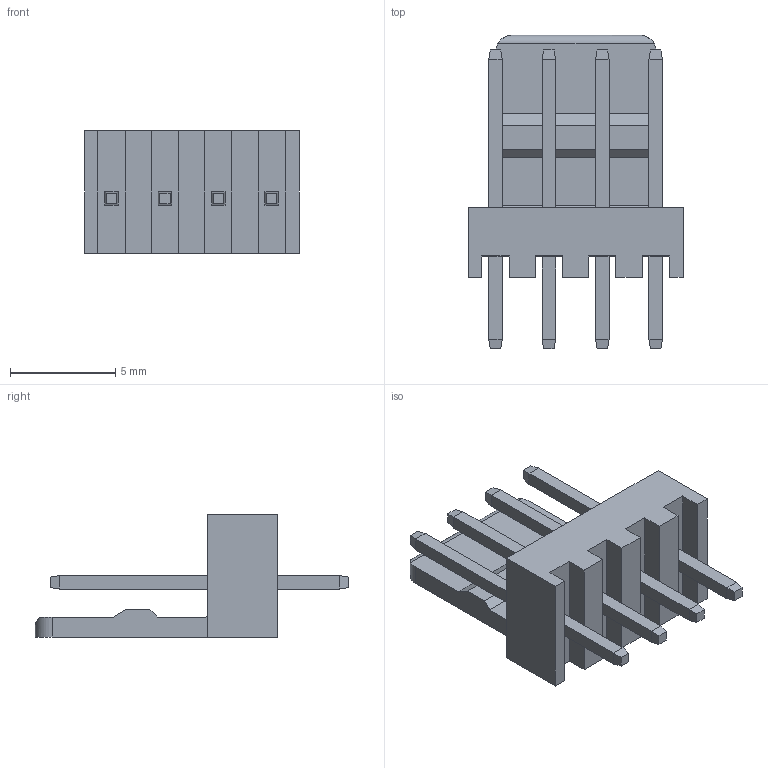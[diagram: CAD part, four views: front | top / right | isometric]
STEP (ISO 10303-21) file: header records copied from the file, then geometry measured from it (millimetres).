
FILE_DESCRIPTION (( 'STEP AP203' ), '1' );
FILE_NAME ('CI3104P1V00.STEP', '2018-07-17T05:45:35', ( '' ), ( '' ), 'SwSTEP 2.0', 'SolidWorks 2017', '' );
FILE_SCHEMA (( 'CONFIG_CONTROL_DESIGN' ));
Length unit declared in the file: millimetre
Products named in the file (3): CI31 4P; CI3104P1V00; PIN V
Assembly tree (5 placements, depth 2):
  CI3104P1V00
    CI31 4P
    PIN V  x4
Bounding box: 10.2 x 14.9 x 5.8 mm (x, y, z)
Volume: 247.8 mm3; surface area: 568.1 mm2
Topology: 5 solids, 5 shells, 106 faces, 256 edges, 160 vertices
Faces by surface type: plane 102, cylinder 4
Entity records: 2387 total; most frequent: CARTESIAN_POINT 372, ORIENTED_EDGE 344, DIRECTION 320, EDGE_CURVE 172, VECTOR 164, LINE 164, VERTEX_POINT 112, AXIS2_PLACEMENT_3D 78
